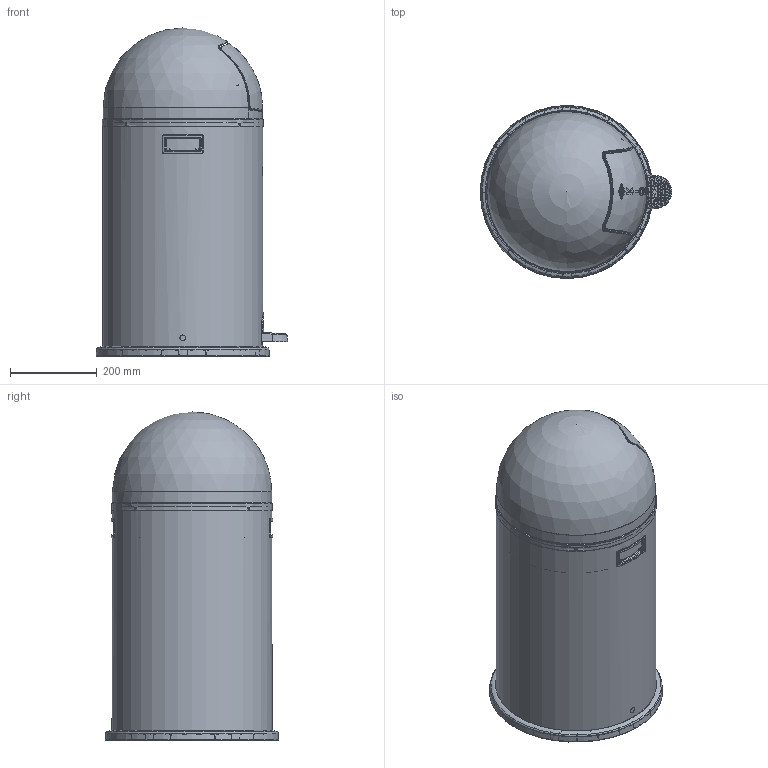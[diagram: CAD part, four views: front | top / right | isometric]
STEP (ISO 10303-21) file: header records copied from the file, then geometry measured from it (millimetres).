
FILE_DESCRIPTION(('STEP AP214'),'1');
FILE_NAME('V_Kickboy V_17.02.26.STP','2026-02-17T10:32:05',(' '),(' '),'Spatial InterOp 3D',' ',' ');
FILE_SCHEMA(('AUTOMOTIVE_DESIGN { 1 0 10303 214 1 1 1 1 }'));
Length unit declared in the file: millimetre
Products named in the file (2): V_Kickboy V_17.02.26; ASSEM1
Assembly tree (1 placements, depth 2):
  V_Kickboy V_17.02.26
    ASSEM1
Bounding box: 441.36 x 398.92 x 755.52 mm (x, y, z)
Volume: 53509896.2 mm3; surface area: 2863419.3 mm2
Topology: 1 solids, 1 shells, 1424 faces, 3883 edges, 2469 vertices
Faces by surface type: plane 600, cylinder 352, torus 202, bspline 179, cone 55, sphere 36
Full cylindrical faces by diameter (mm): 3.3 x2, 3.8 x2, 4 x4, 5 x41, 8 x2, 13 x2, 360.78 x1, 365 x1, 367 x1, 368 x1, 369 x2, 371 x1
Entity records: 62554 total; most frequent: CARTESIAN_POINT 26440, ORIENTED_EDGE 7524, DIRECTION 6710, EDGE_CURVE 3762, AXIS2_PLACEMENT_3D 2602, VERTEX_POINT 2451, EDGE_LOOP 1623, LINE 1506
